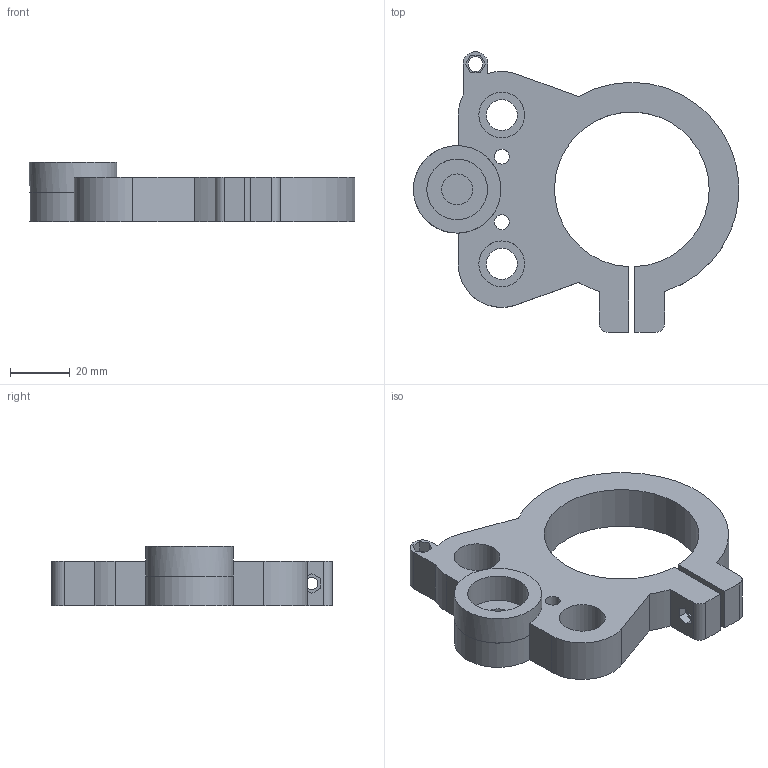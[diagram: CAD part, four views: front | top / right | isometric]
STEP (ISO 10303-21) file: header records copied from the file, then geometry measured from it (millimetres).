
FILE_DESCRIPTION(('FreeCAD Model'),'2;1');
FILE_NAME('z_spindle_holder_top.step','2015-03-11T09:39:30',('Author'),(''), 'Open CASCADE STEP processor 6.7','FreeCAD','Unknown');
FILE_SCHEMA(('AUTOMOTIVE_DESIGN_CC2 { 1 2 10303 214 -1 1 5 4 }'));
Length unit declared in the file: millimetre
Products named in the file (1): z_spindle_holder_top001
Bounding box: 109.28 x 94.28 x 20 mm (x, y, z)
Volume: 63627.8 mm3; surface area: 21152.5 mm2
Topology: 1 solids, 1 shells, 63 faces, 164 edges, 110 vertices
Faces by surface type: plane 41, cylinder 22
Full cylindrical faces by diameter (mm): 4 x2, 5 x3, 10.4 x3, 15.4 x2, 20.4 x1, 29.4 x1
Entity records: 4254 total; most frequent: CARTESIAN_POINT 982, DIRECTION 585, LINE 332, VECTOR 332, ORIENTED_EDGE 328, PCURVE 328, DEFINITIONAL_REPRESENTATION 328, EDGE_CURVE 164
